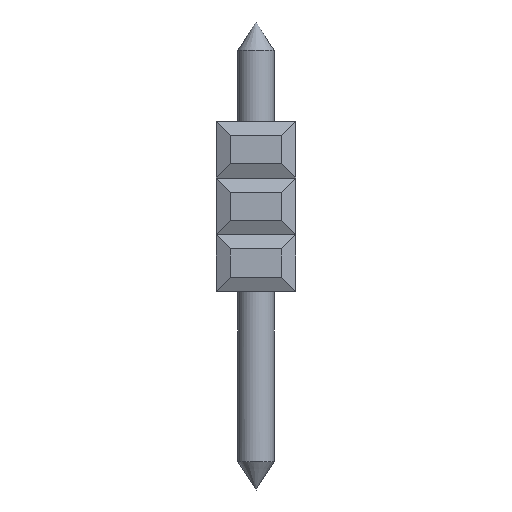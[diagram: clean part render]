
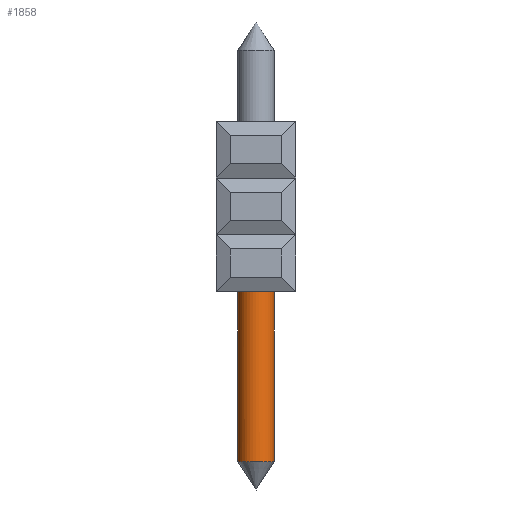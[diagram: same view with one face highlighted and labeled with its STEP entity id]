
A CAD part, left-side view. The second image highlights one B-rep face of the part: STEP entity #1858.
In plain terms, the highlighted cylindrical face has radius 0.65 mm (diameter 1.3 mm), a full revolution.
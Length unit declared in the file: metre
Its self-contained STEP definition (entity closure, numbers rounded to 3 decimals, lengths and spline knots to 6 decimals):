
#1858=ADVANCED_FACE('',(#4433,#4434),#4435,.T.);
#4433=FACE_OUTER_BOUND('',#7612,.T.);
#4434=FACE_OUTER_BOUND('',#7613,.T.);
#4435=CYLINDRICAL_SURFACE('',#7614,0.00065);
#7612=EDGE_LOOP('',(#13385));
#7613=EDGE_LOOP('',(#13386));
#7614=AXIS2_PLACEMENT_3D('',#13387,#13388,#13389);
#13385=ORIENTED_EDGE('',*,*,#19523,.F.);
#13386=ORIENTED_EDGE('',*,*,#19524,.F.);
#13387=CARTESIAN_POINT('',(0.02065,-0.03326,-0.0015));
#13388=DIRECTION('',(0.0,0.,-1.0));
#13389=DIRECTION('',(-1.0,0.0,0.0));
#19523=EDGE_CURVE('',#23805,#23805,#23806,.T.);
#19524=EDGE_CURVE('',#23807,#23807,#23808,.T.);
#23805=VERTEX_POINT('',#29661);
#23806=CIRCLE('',#29662,0.00065);
#23807=VERTEX_POINT('',#29663);
#23808=CIRCLE('',#29664,0.00065);
#29661=CARTESIAN_POINT('',(0.02104,-0.03274,-0.012));
#29662=AXIS2_PLACEMENT_3D('',#33496,#33497,#33498);
#29663=CARTESIAN_POINT('',(0.02065,-0.03391,-0.0058));
#29664=AXIS2_PLACEMENT_3D('',#33499,#33500,#33501);
#33496=CARTESIAN_POINT('',(0.02065,-0.03326,-0.012));
#33497=DIRECTION('',(0.,0.,-1.0));
#33498=DIRECTION('',(0.6,0.8,0.));
#33499=CARTESIAN_POINT('',(0.02065,-0.03326,-0.0058));
#33500=DIRECTION('',(0.0,0.,1.0));
#33501=DIRECTION('',(0.0,-1.0,0.));
